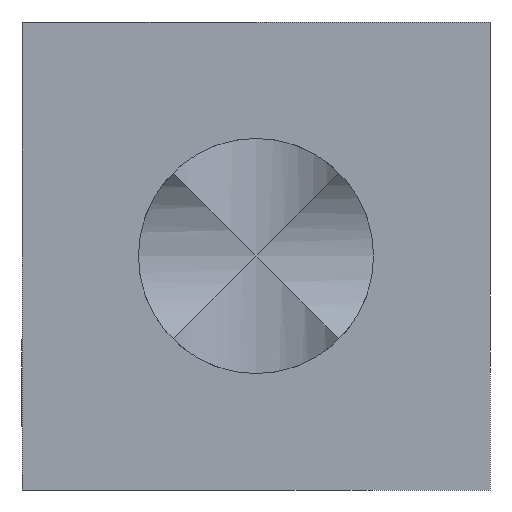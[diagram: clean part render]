
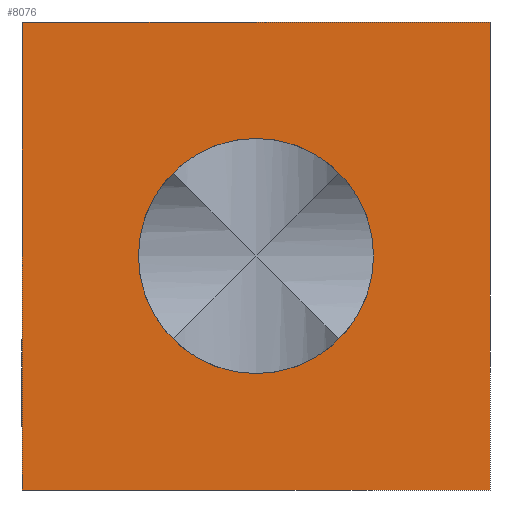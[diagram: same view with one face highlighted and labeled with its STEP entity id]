
A CAD part, front view. The second image highlights one B-rep face of the part: STEP entity #8076.
In plain terms, the highlighted planar face has unit normal (0, -1, 0).
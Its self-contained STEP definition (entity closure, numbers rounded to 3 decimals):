
#63 = PLANE('',#64);
#64 = AXIS2_PLACEMENT_3D('',#65,#66,#67);
#65 = CARTESIAN_POINT('',(4.,4.,0.));
#66 = DIRECTION('',(1.,0.,0.));
#67 = DIRECTION('',(0.,0.,-1.));
#1291 = EDGE_CURVE('',#1292,#1294,#1296,.T.);
#1292 = VERTEX_POINT('',#1293);
#1293 = CARTESIAN_POINT('',(4.,-4.,-4.));
#1294 = VERTEX_POINT('',#1295);
#1295 = CARTESIAN_POINT('',(4.,-4.,4.));
#1296 = SURFACE_CURVE('',#1297,(#1301,#1308),.PCURVE_S1.);
#1297 = LINE('',#1298,#1299);
#1298 = CARTESIAN_POINT('',(4.,-4.,0.));
#1299 = VECTOR('',#1300,1.);
#1300 = DIRECTION('',(0.,0.,1.));
#1301 = PCURVE('',#63,#1302);
#1302 = DEFINITIONAL_REPRESENTATION('',(#1303),#1307);
#1303 = LINE('',#1304,#1305);
#1304 = CARTESIAN_POINT('',(-0.,-8.));
#1305 = VECTOR('',#1306,1.);
#1306 = DIRECTION('',(-1.,0.));
#1307 = ( GEOMETRIC_REPRESENTATION_CONTEXT(2) 
PARAMETRIC_REPRESENTATION_CONTEXT() REPRESENTATION_CONTEXT('2D SPACE',''
  ) );
#1308 = PCURVE('',#1309,#1314);
#1309 = PLANE('',#1310);
#1310 = AXIS2_PLACEMENT_3D('',#1311,#1312,#1313);
#1311 = CARTESIAN_POINT('',(0.,-4.,0.));
#1312 = DIRECTION('',(0.,1.,0.));
#1313 = DIRECTION('',(0.,0.,1.));
#1314 = DEFINITIONAL_REPRESENTATION('',(#1315),#1319);
#1315 = LINE('',#1316,#1317);
#1316 = CARTESIAN_POINT('',(0.,4.));
#1317 = VECTOR('',#1318,1.);
#1318 = DIRECTION('',(1.,0.));
#1319 = ( GEOMETRIC_REPRESENTATION_CONTEXT(2) 
PARAMETRIC_REPRESENTATION_CONTEXT() REPRESENTATION_CONTEXT('2D SPACE',''
  ) );
#1337 = PLANE('',#1338);
#1338 = AXIS2_PLACEMENT_3D('',#1339,#1340,#1341);
#1339 = CARTESIAN_POINT('',(0.,4.,-4.));
#1340 = DIRECTION('',(0.,0.,-1.));
#1341 = DIRECTION('',(-1.,0.,0.));
#1391 = PLANE('',#1392);
#1392 = AXIS2_PLACEMENT_3D('',#1393,#1394,#1395);
#1393 = CARTESIAN_POINT('',(0.,4.,4.));
#1394 = DIRECTION('',(0.,0.,-1.));
#1395 = DIRECTION('',(-1.,0.,0.));
#1523 = CYLINDRICAL_SURFACE('',#1524,2.01);
#1524 = AXIS2_PLACEMENT_3D('',#1525,#1526,#1527);
#1525 = CARTESIAN_POINT('',(0.,-4.,0.));
#1526 = DIRECTION('',(0.,-1.,0.));
#1527 = DIRECTION('',(1.,0.,0.));
#8076 = ADVANCED_FACE('',(#8077,#8152),#1309,.F.);
#8077 = FACE_BOUND('',#8078,.F.);
#8078 = EDGE_LOOP('',(#8079,#8102,#8103,#8126));
#8079 = ORIENTED_EDGE('',*,*,#8080,.T.);
#8080 = EDGE_CURVE('',#8081,#1294,#8083,.T.);
#8081 = VERTEX_POINT('',#8082);
#8082 = CARTESIAN_POINT('',(-4.,-4.,4.));
#8083 = SURFACE_CURVE('',#8084,(#8088,#8095),.PCURVE_S1.);
#8084 = LINE('',#8085,#8086);
#8085 = CARTESIAN_POINT('',(0.,-4.,4.));
#8086 = VECTOR('',#8087,1.);
#8087 = DIRECTION('',(1.,0.,0.));
#8088 = PCURVE('',#1309,#8089);
#8089 = DEFINITIONAL_REPRESENTATION('',(#8090),#8094);
#8090 = LINE('',#8091,#8092);
#8091 = CARTESIAN_POINT('',(4.,0.));
#8092 = VECTOR('',#8093,1.);
#8093 = DIRECTION('',(0.,1.));
#8094 = ( GEOMETRIC_REPRESENTATION_CONTEXT(2) 
PARAMETRIC_REPRESENTATION_CONTEXT() REPRESENTATION_CONTEXT('2D SPACE',''
  ) );
#8095 = PCURVE('',#1391,#8096);
#8096 = DEFINITIONAL_REPRESENTATION('',(#8097),#8101);
#8097 = LINE('',#8098,#8099);
#8098 = CARTESIAN_POINT('',(0.,-8.));
#8099 = VECTOR('',#8100,1.);
#8100 = DIRECTION('',(-1.,0.));
#8101 = ( GEOMETRIC_REPRESENTATION_CONTEXT(2) 
PARAMETRIC_REPRESENTATION_CONTEXT() REPRESENTATION_CONTEXT('2D SPACE',''
  ) );
#8102 = ORIENTED_EDGE('',*,*,#1291,.F.);
#8103 = ORIENTED_EDGE('',*,*,#8104,.F.);
#8104 = EDGE_CURVE('',#8105,#1292,#8107,.T.);
#8105 = VERTEX_POINT('',#8106);
#8106 = CARTESIAN_POINT('',(-4.,-4.,-4.));
#8107 = SURFACE_CURVE('',#8108,(#8112,#8119),.PCURVE_S1.);
#8108 = LINE('',#8109,#8110);
#8109 = CARTESIAN_POINT('',(0.,-4.,-4.));
#8110 = VECTOR('',#8111,1.);
#8111 = DIRECTION('',(1.,0.,0.));
#8112 = PCURVE('',#1309,#8113);
#8113 = DEFINITIONAL_REPRESENTATION('',(#8114),#8118);
#8114 = LINE('',#8115,#8116);
#8115 = CARTESIAN_POINT('',(-4.,0.));
#8116 = VECTOR('',#8117,1.);
#8117 = DIRECTION('',(0.,1.));
#8118 = ( GEOMETRIC_REPRESENTATION_CONTEXT(2) 
PARAMETRIC_REPRESENTATION_CONTEXT() REPRESENTATION_CONTEXT('2D SPACE',''
  ) );
#8119 = PCURVE('',#1337,#8120);
#8120 = DEFINITIONAL_REPRESENTATION('',(#8121),#8125);
#8121 = LINE('',#8122,#8123);
#8122 = CARTESIAN_POINT('',(0.,-8.));
#8123 = VECTOR('',#8124,1.);
#8124 = DIRECTION('',(-1.,0.));
#8125 = ( GEOMETRIC_REPRESENTATION_CONTEXT(2) 
PARAMETRIC_REPRESENTATION_CONTEXT() REPRESENTATION_CONTEXT('2D SPACE',''
  ) );
#8126 = ORIENTED_EDGE('',*,*,#8127,.T.);
#8127 = EDGE_CURVE('',#8105,#8081,#8128,.T.);
#8128 = SURFACE_CURVE('',#8129,(#8133,#8140),.PCURVE_S1.);
#8129 = LINE('',#8130,#8131);
#8130 = CARTESIAN_POINT('',(-4.,-4.,0.));
#8131 = VECTOR('',#8132,1.);
#8132 = DIRECTION('',(0.,0.,1.));
#8133 = PCURVE('',#1309,#8134);
#8134 = DEFINITIONAL_REPRESENTATION('',(#8135),#8139);
#8135 = LINE('',#8136,#8137);
#8136 = CARTESIAN_POINT('',(0.,-4.));
#8137 = VECTOR('',#8138,1.);
#8138 = DIRECTION('',(1.,0.));
#8139 = ( GEOMETRIC_REPRESENTATION_CONTEXT(2) 
PARAMETRIC_REPRESENTATION_CONTEXT() REPRESENTATION_CONTEXT('2D SPACE',''
  ) );
#8140 = PCURVE('',#8141,#8146);
#8141 = PLANE('',#8142);
#8142 = AXIS2_PLACEMENT_3D('',#8143,#8144,#8145);
#8143 = CARTESIAN_POINT('',(-4.,4.,0.));
#8144 = DIRECTION('',(1.,0.,0.));
#8145 = DIRECTION('',(0.,0.,-1.));
#8146 = DEFINITIONAL_REPRESENTATION('',(#8147),#8151);
#8147 = LINE('',#8148,#8149);
#8148 = CARTESIAN_POINT('',(-0.,-8.));
#8149 = VECTOR('',#8150,1.);
#8150 = DIRECTION('',(-1.,0.));
#8151 = ( GEOMETRIC_REPRESENTATION_CONTEXT(2) 
PARAMETRIC_REPRESENTATION_CONTEXT() REPRESENTATION_CONTEXT('2D SPACE',''
  ) );
#8152 = FACE_BOUND('',#8153,.F.);
#8153 = EDGE_LOOP('',(#8154));
#8154 = ORIENTED_EDGE('',*,*,#8155,.T.);
#8155 = EDGE_CURVE('',#8156,#8156,#8158,.T.);
#8156 = VERTEX_POINT('',#8157);
#8157 = CARTESIAN_POINT('',(2.01,-4.,0.));
#8158 = SURFACE_CURVE('',#8159,(#8164,#8175),.PCURVE_S1.);
#8159 = CIRCLE('',#8160,2.01);
#8160 = AXIS2_PLACEMENT_3D('',#8161,#8162,#8163);
#8161 = CARTESIAN_POINT('',(0.,-4.,0.));
#8162 = DIRECTION('',(0.,-1.,0.));
#8163 = DIRECTION('',(1.,0.,0.));
#8164 = PCURVE('',#1309,#8165);
#8165 = DEFINITIONAL_REPRESENTATION('',(#8166),#8174);
#8166 = ( BOUNDED_CURVE() B_SPLINE_CURVE(2,(#8167,#8168,#8169,#8170,
#8171,#8172,#8173),.UNSPECIFIED.,.T.,.F.) B_SPLINE_CURVE_WITH_KNOTS((1,2
    ,2,2,2,1),(-2.094,0.,2.094,4.189,
6.283,8.378),.UNSPECIFIED.) CURVE() 
GEOMETRIC_REPRESENTATION_ITEM() RATIONAL_B_SPLINE_CURVE((1.,0.5,1.,0.5,
1.,0.5,1.)) REPRESENTATION_ITEM('') );
#8167 = CARTESIAN_POINT('',(0.,2.01));
#8168 = CARTESIAN_POINT('',(3.481,2.01));
#8169 = CARTESIAN_POINT('',(1.741,-1.005));
#8170 = CARTESIAN_POINT('',(0.,-4.02));
#8171 = CARTESIAN_POINT('',(-1.741,-1.005));
#8172 = CARTESIAN_POINT('',(-3.481,2.01));
#8173 = CARTESIAN_POINT('',(0.,2.01));
#8174 = ( GEOMETRIC_REPRESENTATION_CONTEXT(2) 
PARAMETRIC_REPRESENTATION_CONTEXT() REPRESENTATION_CONTEXT('2D SPACE',''
  ) );
#8175 = PCURVE('',#1523,#8176);
#8176 = DEFINITIONAL_REPRESENTATION('',(#8177),#8181);
#8177 = LINE('',#8178,#8179);
#8178 = CARTESIAN_POINT('',(0.,0.));
#8179 = VECTOR('',#8180,1.);
#8180 = DIRECTION('',(1.,0.));
#8181 = ( GEOMETRIC_REPRESENTATION_CONTEXT(2) 
PARAMETRIC_REPRESENTATION_CONTEXT() REPRESENTATION_CONTEXT('2D SPACE',''
  ) );
